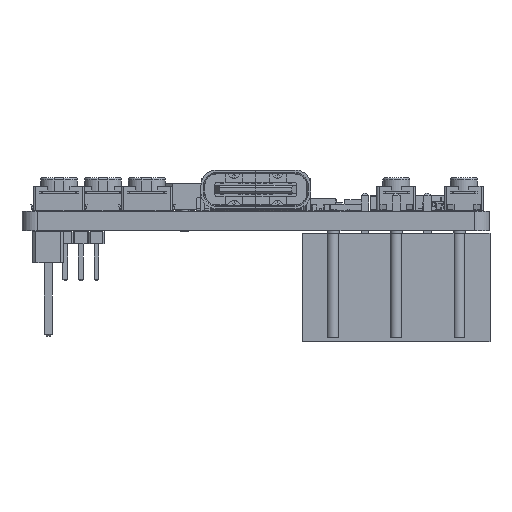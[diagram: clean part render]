
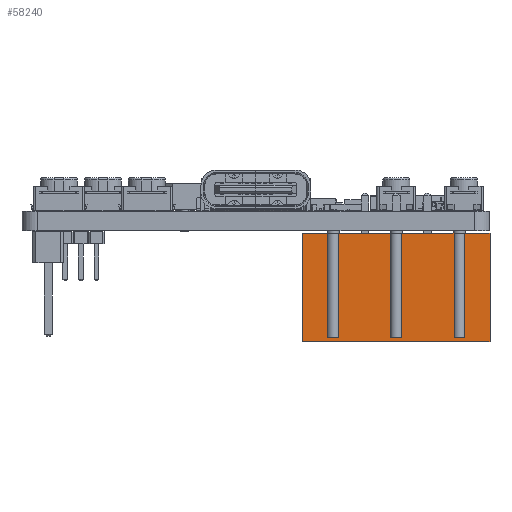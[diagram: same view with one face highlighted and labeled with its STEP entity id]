
A CAD part, front view. The second image highlights one B-rep face of the part: STEP entity #58240.
In plain terms, the highlighted face is planar.
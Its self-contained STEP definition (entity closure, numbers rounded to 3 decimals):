
#57538 = EDGE_CURVE('',#57539,#57541,#57543,.T.);
#57539 = VERTEX_POINT('',#57540);
#57540 = CARTESIAN_POINT('',(5.695,5.1,0.25));
#57541 = VERTEX_POINT('',#57542);
#57542 = CARTESIAN_POINT('',(5.695,5.1,9.1));
#57543 = LINE('',#57544,#57545);
#57544 = CARTESIAN_POINT('',(5.695,5.1,0.25));
#57545 = VECTOR('',#57546,1.);
#57546 = DIRECTION('',(0.,0.,1.));
#57603 = VERTEX_POINT('',#57604);
#57604 = CARTESIAN_POINT('',(5.695,-10.18,9.1));
#57610 = EDGE_CURVE('',#57603,#57541,#57611,.T.);
#57611 = LINE('',#57612,#57613);
#57612 = CARTESIAN_POINT('',(5.695,-10.18,9.1));
#57613 = VECTOR('',#57614,1.);
#57614 = DIRECTION('',(0.,1.,0.));
#57811 = VERTEX_POINT('',#57812);
#57812 = CARTESIAN_POINT('',(5.695,-10.18,0.25));
#57818 = EDGE_CURVE('',#57811,#57603,#57819,.T.);
#57819 = LINE('',#57820,#57821);
#57820 = CARTESIAN_POINT('',(5.695,-10.18,0.25));
#57821 = VECTOR('',#57822,1.);
#57822 = DIRECTION('',(0.,0.,1.));
#57858 = EDGE_CURVE('',#57859,#57539,#57861,.T.);
#57859 = VERTEX_POINT('',#57860);
#57860 = CARTESIAN_POINT('',(5.695,3.033,0.25));
#57861 = LINE('',#57862,#57863);
#57862 = CARTESIAN_POINT('',(5.695,-10.18,0.25));
#57863 = VECTOR('',#57864,1.);
#57864 = DIRECTION('',(0.,1.,0.));
#57876 = VERTEX_POINT('',#57877);
#57877 = CARTESIAN_POINT('',(5.695,2.167,0.25));
#57884 = EDGE_CURVE('',#57885,#57876,#57887,.T.);
#57885 = VERTEX_POINT('',#57886);
#57886 = CARTESIAN_POINT('',(5.695,-2.107,0.25));
#57887 = LINE('',#57888,#57889);
#57888 = CARTESIAN_POINT('',(5.695,-10.18,0.25));
#57889 = VECTOR('',#57890,1.);
#57890 = DIRECTION('',(0.,1.,0.));
#57902 = VERTEX_POINT('',#57903);
#57903 = CARTESIAN_POINT('',(5.695,-2.973,0.25));
#57910 = EDGE_CURVE('',#57911,#57902,#57913,.T.);
#57911 = VERTEX_POINT('',#57912);
#57912 = CARTESIAN_POINT('',(5.695,-7.247,0.25));
#57913 = LINE('',#57914,#57915);
#57914 = CARTESIAN_POINT('',(5.695,-10.18,0.25));
#57915 = VECTOR('',#57916,1.);
#57916 = DIRECTION('',(0.,1.,0.));
#57928 = VERTEX_POINT('',#57929);
#57929 = CARTESIAN_POINT('',(5.695,-8.113,0.25));
#57936 = EDGE_CURVE('',#57811,#57928,#57937,.T.);
#57937 = LINE('',#57938,#57939);
#57938 = CARTESIAN_POINT('',(5.695,-10.18,0.25));
#57939 = VECTOR('',#57940,1.);
#57940 = DIRECTION('',(0.,1.,0.));
#58240 = ADVANCED_FACE('',(#58241),#58316,.T.);
#58241 = FACE_BOUND('',#58242,.T.);
#58242 = EDGE_LOOP('',(#58243,#58244,#58245,#58253,#58261,#58267,#58268,
    #58276,#58284,#58290,#58291,#58299,#58307,#58313,#58314,#58315));
#58243 = ORIENTED_EDGE('',*,*,#57818,.F.);
#58244 = ORIENTED_EDGE('',*,*,#57936,.T.);
#58245 = ORIENTED_EDGE('',*,*,#58246,.F.);
#58246 = EDGE_CURVE('',#58247,#57928,#58249,.T.);
#58247 = VERTEX_POINT('',#58248);
#58248 = CARTESIAN_POINT('',(5.695,-8.113,8.75));
#58249 = LINE('',#58250,#58251);
#58250 = CARTESIAN_POINT('',(5.695,-8.113,0.25));
#58251 = VECTOR('',#58252,1.);
#58252 = DIRECTION('',(-0.,-0.,-1.));
#58253 = ORIENTED_EDGE('',*,*,#58254,.F.);
#58254 = EDGE_CURVE('',#58255,#58247,#58257,.T.);
#58255 = VERTEX_POINT('',#58256);
#58256 = CARTESIAN_POINT('',(5.695,-7.247,8.75));
#58257 = LINE('',#58258,#58259);
#58258 = CARTESIAN_POINT('',(5.695,-5.11,8.75));
#58259 = VECTOR('',#58260,1.);
#58260 = DIRECTION('',(0.,-1.,0.));
#58261 = ORIENTED_EDGE('',*,*,#58262,.T.);
#58262 = EDGE_CURVE('',#58255,#57911,#58263,.T.);
#58263 = LINE('',#58264,#58265);
#58264 = CARTESIAN_POINT('',(5.695,-7.247,0.25));
#58265 = VECTOR('',#58266,1.);
#58266 = DIRECTION('',(-0.,-0.,-1.));
#58267 = ORIENTED_EDGE('',*,*,#57910,.T.);
#58268 = ORIENTED_EDGE('',*,*,#58269,.F.);
#58269 = EDGE_CURVE('',#58270,#57902,#58272,.T.);
#58270 = VERTEX_POINT('',#58271);
#58271 = CARTESIAN_POINT('',(5.695,-2.973,8.75));
#58272 = LINE('',#58273,#58274);
#58273 = CARTESIAN_POINT('',(5.695,-2.973,0.25));
#58274 = VECTOR('',#58275,1.);
#58275 = DIRECTION('',(-0.,-0.,-1.));
#58276 = ORIENTED_EDGE('',*,*,#58277,.F.);
#58277 = EDGE_CURVE('',#58278,#58270,#58280,.T.);
#58278 = VERTEX_POINT('',#58279);
#58279 = CARTESIAN_POINT('',(5.695,-2.107,8.75));
#58280 = LINE('',#58281,#58282);
#58281 = CARTESIAN_POINT('',(5.695,-2.54,8.75));
#58282 = VECTOR('',#58283,1.);
#58283 = DIRECTION('',(0.,-1.,0.));
#58284 = ORIENTED_EDGE('',*,*,#58285,.T.);
#58285 = EDGE_CURVE('',#58278,#57885,#58286,.T.);
#58286 = LINE('',#58287,#58288);
#58287 = CARTESIAN_POINT('',(5.695,-2.107,0.25));
#58288 = VECTOR('',#58289,1.);
#58289 = DIRECTION('',(-0.,-0.,-1.));
#58290 = ORIENTED_EDGE('',*,*,#57884,.T.);
#58291 = ORIENTED_EDGE('',*,*,#58292,.F.);
#58292 = EDGE_CURVE('',#58293,#57876,#58295,.T.);
#58293 = VERTEX_POINT('',#58294);
#58294 = CARTESIAN_POINT('',(5.695,2.167,8.75));
#58295 = LINE('',#58296,#58297);
#58296 = CARTESIAN_POINT('',(5.695,2.167,0.25));
#58297 = VECTOR('',#58298,1.);
#58298 = DIRECTION('',(-0.,-0.,-1.));
#58299 = ORIENTED_EDGE('',*,*,#58300,.F.);
#58300 = EDGE_CURVE('',#58301,#58293,#58303,.T.);
#58301 = VERTEX_POINT('',#58302);
#58302 = CARTESIAN_POINT('',(5.695,3.033,8.75));
#58303 = LINE('',#58304,#58305);
#58304 = CARTESIAN_POINT('',(5.695,0.03,8.75));
#58305 = VECTOR('',#58306,1.);
#58306 = DIRECTION('',(0.,-1.,0.));
#58307 = ORIENTED_EDGE('',*,*,#58308,.T.);
#58308 = EDGE_CURVE('',#58301,#57859,#58309,.T.);
#58309 = LINE('',#58310,#58311);
#58310 = CARTESIAN_POINT('',(5.695,3.033,0.25));
#58311 = VECTOR('',#58312,1.);
#58312 = DIRECTION('',(-0.,-0.,-1.));
#58313 = ORIENTED_EDGE('',*,*,#57858,.T.);
#58314 = ORIENTED_EDGE('',*,*,#57538,.T.);
#58315 = ORIENTED_EDGE('',*,*,#57610,.F.);
#58316 = PLANE('',#58317);
#58317 = AXIS2_PLACEMENT_3D('',#58318,#58319,#58320);
#58318 = CARTESIAN_POINT('',(5.695,-2.54,4.675));
#58319 = DIRECTION('',(1.,0.,0.));
#58320 = DIRECTION('',(0.,0.,1.));
